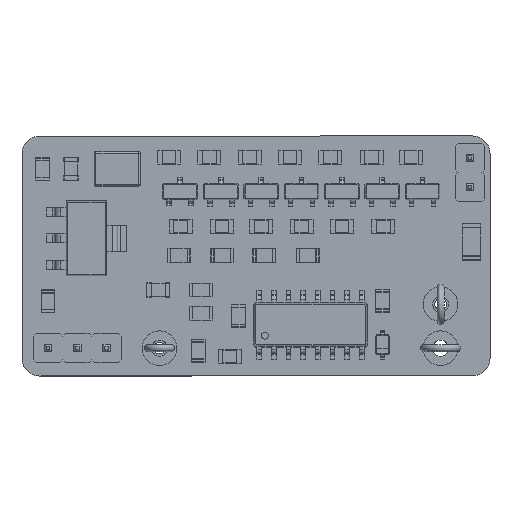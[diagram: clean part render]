
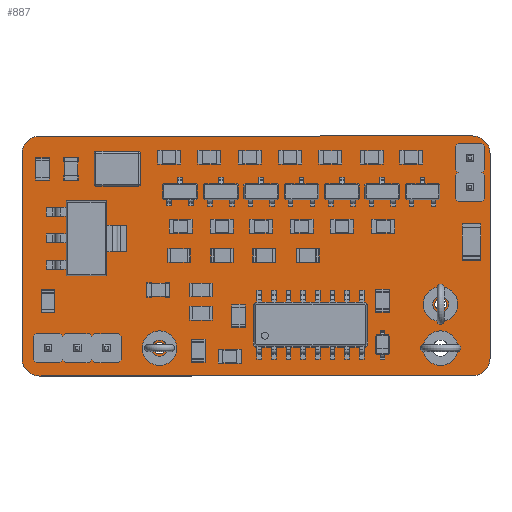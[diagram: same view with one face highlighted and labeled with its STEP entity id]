
A CAD part, top view. The second image highlights one B-rep face of the part: STEP entity #887.
In plain terms, the highlighted planar face has unit normal (0, 0, 1).
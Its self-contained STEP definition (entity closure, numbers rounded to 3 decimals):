
#372 = VERTEX_POINT('',#373);
#373 = CARTESIAN_POINT('',(166.847,-58.65,0.));
#390 = VERTEX_POINT('',#391);
#391 = CARTESIAN_POINT('',(166.847,-76.47,0.));
#397 = EDGE_CURVE('',#372,#390,#398,.T.);
#398 = LINE('',#399,#400);
#399 = CARTESIAN_POINT('',(166.847,-58.65,0.));
#400 = VECTOR('',#401,1.);
#401 = DIRECTION('',(0.,-1.,0.));
#422 = VERTEX_POINT('',#423);
#423 = CARTESIAN_POINT('',(165.347,-57.15,0.));
#429 = EDGE_CURVE('',#372,#422,#430,.T.);
#430 = CIRCLE('',#431,1.5);
#431 = AXIS2_PLACEMENT_3D('',#432,#433,#434);
#432 = CARTESIAN_POINT('',(165.347,-58.65,0.));
#433 = DIRECTION('',(0.,0.,1.));
#434 = DIRECTION('',(1.,0.,0.));
#445 = VERTEX_POINT('',#446);
#446 = CARTESIAN_POINT('',(165.347,-77.97,0.));
#462 = EDGE_CURVE('',#445,#390,#463,.T.);
#463 = CIRCLE('',#464,1.5);
#464 = AXIS2_PLACEMENT_3D('',#465,#466,#467);
#465 = CARTESIAN_POINT('',(165.347,-76.47,0.));
#466 = DIRECTION('',(0.,0.,1.));
#467 = DIRECTION('',(1.,0.,0.));
#478 = VERTEX_POINT('',#479);
#479 = CARTESIAN_POINT('',(127.738,-57.158,0.));
#494 = EDGE_CURVE('',#478,#422,#495,.T.);
#495 = LINE('',#496,#497);
#496 = CARTESIAN_POINT('',(127.738,-57.158,0.));
#497 = VECTOR('',#498,1.);
#498 = DIRECTION('',(1.,0.,0.));
#518 = VERTEX_POINT('',#519);
#519 = CARTESIAN_POINT('',(127.738,-77.978,0.));
#525 = EDGE_CURVE('',#445,#518,#526,.T.);
#526 = LINE('',#527,#528);
#527 = CARTESIAN_POINT('',(165.347,-77.97,0.));
#528 = VECTOR('',#529,1.);
#529 = DIRECTION('',(-1.,0.,0.));
#550 = VERTEX_POINT('',#551);
#551 = CARTESIAN_POINT('',(126.238,-58.658,0.));
#557 = EDGE_CURVE('',#478,#550,#558,.T.);
#558 = CIRCLE('',#559,1.5);
#559 = AXIS2_PLACEMENT_3D('',#560,#561,#562);
#560 = CARTESIAN_POINT('',(127.738,-58.658,0.));
#561 = DIRECTION('',(0.,0.,1.));
#562 = DIRECTION('',(1.,0.,0.));
#573 = VERTEX_POINT('',#574);
#574 = CARTESIAN_POINT('',(126.238,-76.478,0.));
#590 = EDGE_CURVE('',#573,#518,#591,.T.);
#591 = CIRCLE('',#592,1.5);
#592 = AXIS2_PLACEMENT_3D('',#593,#594,#595);
#593 = CARTESIAN_POINT('',(127.738,-76.478,0.));
#594 = DIRECTION('',(0.,0.,1.));
#595 = DIRECTION('',(1.,0.,0.));
#613 = EDGE_CURVE('',#573,#550,#614,.T.);
#614 = LINE('',#615,#616);
#615 = CARTESIAN_POINT('',(126.238,-76.478,0.));
#616 = VECTOR('',#617,1.);
#617 = DIRECTION('',(0.,1.,0.));
#628 = VERTEX_POINT('',#629);
#629 = CARTESIAN_POINT('',(163.26,-75.565,0.));
#645 = EDGE_CURVE('',#628,#628,#646,.T.);
#646 = CIRCLE('',#647,0.7);
#647 = AXIS2_PLACEMENT_3D('',#648,#649,#650);
#648 = CARTESIAN_POINT('',(162.56,-75.565,0.));
#649 = DIRECTION('',(0.,0.,1.));
#650 = DIRECTION('',(1.,0.,-0.));
#661 = VERTEX_POINT('',#662);
#662 = CARTESIAN_POINT('',(163.06,-71.755,0.));
#678 = EDGE_CURVE('',#661,#661,#679,.T.);
#679 = CIRCLE('',#680,0.5);
#680 = AXIS2_PLACEMENT_3D('',#681,#682,#683);
#681 = CARTESIAN_POINT('',(162.56,-71.755,0.));
#682 = DIRECTION('',(0.,0.,1.));
#683 = DIRECTION('',(1.,0.,-0.));
#694 = VERTEX_POINT('',#695);
#695 = CARTESIAN_POINT('',(138.676,-75.565,0.));
#711 = EDGE_CURVE('',#694,#694,#712,.T.);
#712 = CIRCLE('',#713,0.5);
#713 = AXIS2_PLACEMENT_3D('',#714,#715,#716);
#714 = CARTESIAN_POINT('',(138.176,-75.565,0.));
#715 = DIRECTION('',(0.,0.,1.));
#716 = DIRECTION('',(1.,0.,-0.));
#727 = VERTEX_POINT('',#728);
#728 = CARTESIAN_POINT('',(134.08,-75.565,0.));
#744 = EDGE_CURVE('',#727,#727,#745,.T.);
#745 = CIRCLE('',#746,0.5);
#746 = AXIS2_PLACEMENT_3D('',#747,#748,#749);
#747 = CARTESIAN_POINT('',(133.58,-75.565,0.));
#748 = DIRECTION('',(0.,0.,1.));
#749 = DIRECTION('',(1.,0.,-0.));
#760 = VERTEX_POINT('',#761);
#761 = CARTESIAN_POINT('',(131.54,-75.565,0.));
#777 = EDGE_CURVE('',#760,#760,#778,.T.);
#778 = CIRCLE('',#779,0.5);
#779 = AXIS2_PLACEMENT_3D('',#780,#781,#782);
#780 = CARTESIAN_POINT('',(131.04,-75.565,0.));
#781 = DIRECTION('',(0.,0.,1.));
#782 = DIRECTION('',(1.,0.,-0.));
#793 = VERTEX_POINT('',#794);
#794 = CARTESIAN_POINT('',(129.,-75.565,0.));
#810 = EDGE_CURVE('',#793,#793,#811,.T.);
#811 = CIRCLE('',#812,0.5);
#812 = AXIS2_PLACEMENT_3D('',#813,#814,#815);
#813 = CARTESIAN_POINT('',(128.5,-75.565,0.));
#814 = DIRECTION('',(0.,0.,1.));
#815 = DIRECTION('',(1.,0.,-0.));
#826 = VERTEX_POINT('',#827);
#827 = CARTESIAN_POINT('',(165.6,-61.595,0.));
#843 = EDGE_CURVE('',#826,#826,#844,.T.);
#844 = CIRCLE('',#845,0.5);
#845 = AXIS2_PLACEMENT_3D('',#846,#847,#848);
#846 = CARTESIAN_POINT('',(165.1,-61.595,0.));
#847 = DIRECTION('',(0.,0.,1.));
#848 = DIRECTION('',(1.,0.,-0.));
#859 = VERTEX_POINT('',#860);
#860 = CARTESIAN_POINT('',(165.6,-59.055,0.));
#876 = EDGE_CURVE('',#859,#859,#877,.T.);
#877 = CIRCLE('',#878,0.5);
#878 = AXIS2_PLACEMENT_3D('',#879,#880,#881);
#879 = CARTESIAN_POINT('',(165.1,-59.055,0.));
#880 = DIRECTION('',(0.,0.,1.));
#881 = DIRECTION('',(1.,0.,-0.));
#887 = ADVANCED_FACE('',(#888,#898,#901,#904,#907,#910,#913,#916,#919),
  #922,.F.);
#888 = FACE_BOUND('',#889,.F.);
#889 = EDGE_LOOP('',(#890,#891,#892,#893,#894,#895,#896,#897));
#890 = ORIENTED_EDGE('',*,*,#397,.T.);
#891 = ORIENTED_EDGE('',*,*,#462,.F.);
#892 = ORIENTED_EDGE('',*,*,#525,.T.);
#893 = ORIENTED_EDGE('',*,*,#590,.F.);
#894 = ORIENTED_EDGE('',*,*,#613,.T.);
#895 = ORIENTED_EDGE('',*,*,#557,.F.);
#896 = ORIENTED_EDGE('',*,*,#494,.T.);
#897 = ORIENTED_EDGE('',*,*,#429,.F.);
#898 = FACE_BOUND('',#899,.F.);
#899 = EDGE_LOOP('',(#900));
#900 = ORIENTED_EDGE('',*,*,#645,.T.);
#901 = FACE_BOUND('',#902,.F.);
#902 = EDGE_LOOP('',(#903));
#903 = ORIENTED_EDGE('',*,*,#678,.T.);
#904 = FACE_BOUND('',#905,.F.);
#905 = EDGE_LOOP('',(#906));
#906 = ORIENTED_EDGE('',*,*,#711,.T.);
#907 = FACE_BOUND('',#908,.F.);
#908 = EDGE_LOOP('',(#909));
#909 = ORIENTED_EDGE('',*,*,#744,.T.);
#910 = FACE_BOUND('',#911,.F.);
#911 = EDGE_LOOP('',(#912));
#912 = ORIENTED_EDGE('',*,*,#777,.T.);
#913 = FACE_BOUND('',#914,.F.);
#914 = EDGE_LOOP('',(#915));
#915 = ORIENTED_EDGE('',*,*,#810,.T.);
#916 = FACE_BOUND('',#917,.F.);
#917 = EDGE_LOOP('',(#918));
#918 = ORIENTED_EDGE('',*,*,#843,.T.);
#919 = FACE_BOUND('',#920,.F.);
#920 = EDGE_LOOP('',(#921));
#921 = ORIENTED_EDGE('',*,*,#876,.T.);
#922 = PLANE('',#923);
#923 = AXIS2_PLACEMENT_3D('',#924,#925,#926);
#924 = CARTESIAN_POINT('',(146.543,-67.564,0.));
#925 = DIRECTION('',(-0.,-0.,-1.));
#926 = DIRECTION('',(-1.,0.,0.));
